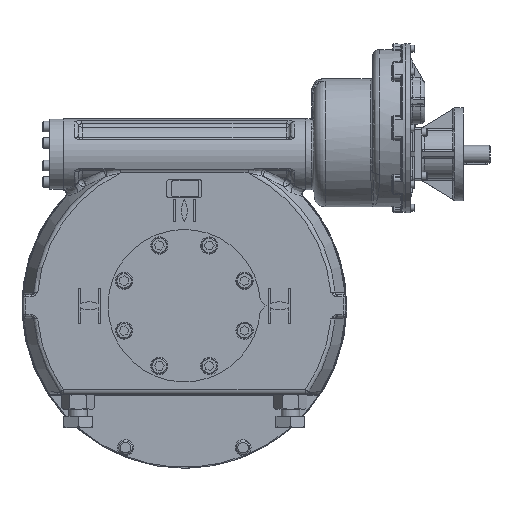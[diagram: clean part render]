
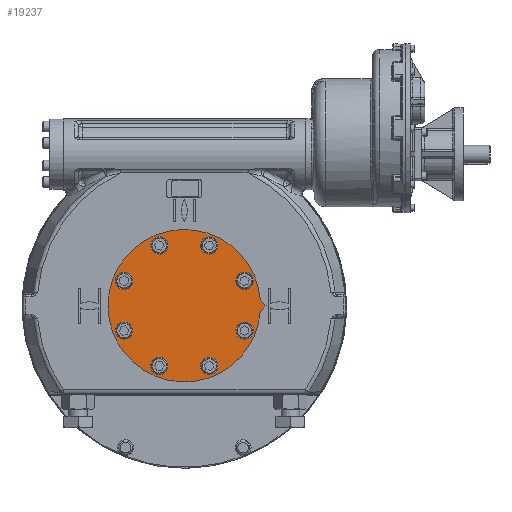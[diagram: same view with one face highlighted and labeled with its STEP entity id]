
A CAD part, top view. The second image highlights one B-rep face of the part: STEP entity #19237.
In plain terms, the highlighted planar face has unit normal (0, 0, 1).
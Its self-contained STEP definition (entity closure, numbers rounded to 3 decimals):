
#1528=PLANE('',#22312);
#2649=LINE('',#46983,#3813);
#2653=LINE('',#46992,#3817);
#3813=VECTOR('',#27166,1000.);
#3817=VECTOR('',#27172,1000.);
#8413=ORIENTED_EDGE('',*,*,#11671,.F.);
#8414=ORIENTED_EDGE('',*,*,#11672,.F.);
#8415=ORIENTED_EDGE('',*,*,#11673,.F.);
#8416=ORIENTED_EDGE('',*,*,#11674,.F.);
#8417=ORIENTED_EDGE('',*,*,#11675,.F.);
#8418=ORIENTED_EDGE('',*,*,#11676,.F.);
#8419=ORIENTED_EDGE('',*,*,#11677,.F.);
#8420=ORIENTED_EDGE('',*,*,#11678,.F.);
#8421=ORIENTED_EDGE('',*,*,#11662,.T.);
#8422=ORIENTED_EDGE('',*,*,#11666,.T.);
#8423=ORIENTED_EDGE('',*,*,#11669,.T.);
#11662=EDGE_CURVE('',#13715,#13716,#2649,.T.);
#11666=EDGE_CURVE('',#13716,#13719,#2653,.T.);
#11669=EDGE_CURVE('',#13719,#13715,#14904,.T.);
#11671=EDGE_CURVE('',#13721,#13721,#14906,.T.);
#11672=EDGE_CURVE('',#13722,#13722,#14907,.T.);
#11673=EDGE_CURVE('',#13723,#13723,#14908,.T.);
#11674=EDGE_CURVE('',#13724,#13724,#14909,.T.);
#11675=EDGE_CURVE('',#13725,#13725,#14910,.T.);
#11676=EDGE_CURVE('',#13726,#13726,#14911,.T.);
#11677=EDGE_CURVE('',#13727,#13727,#14912,.T.);
#11678=EDGE_CURVE('',#13728,#13728,#14913,.T.);
#13715=VERTEX_POINT('',#46984);
#13716=VERTEX_POINT('',#46985);
#13719=VERTEX_POINT('',#46993);
#13721=VERTEX_POINT('',#47002);
#13722=VERTEX_POINT('',#47004);
#13723=VERTEX_POINT('',#47006);
#13724=VERTEX_POINT('',#47008);
#13725=VERTEX_POINT('',#47010);
#13726=VERTEX_POINT('',#47012);
#13727=VERTEX_POINT('',#47014);
#13728=VERTEX_POINT('',#47016);
#14904=CIRCLE('',#22310,172.5);
#14906=CIRCLE('',#22313,12.5);
#14907=CIRCLE('',#22314,12.5);
#14908=CIRCLE('',#22315,12.5);
#14909=CIRCLE('',#22316,12.5);
#14910=CIRCLE('',#22317,12.5);
#14911=CIRCLE('',#22318,12.5);
#14912=CIRCLE('',#22319,12.5);
#14913=CIRCLE('',#22320,12.5);
#16270=EDGE_LOOP('',(#8413));
#16271=EDGE_LOOP('',(#8414));
#16272=EDGE_LOOP('',(#8415));
#16273=EDGE_LOOP('',(#8416));
#16274=EDGE_LOOP('',(#8417));
#16275=EDGE_LOOP('',(#8418));
#16276=EDGE_LOOP('',(#8419));
#16277=EDGE_LOOP('',(#8420));
#16278=EDGE_LOOP('',(#8421,#8422,#8423));
#17742=FACE_BOUND('',#16270,.T.);
#17743=FACE_BOUND('',#16271,.T.);
#17744=FACE_BOUND('',#16272,.T.);
#17745=FACE_BOUND('',#16273,.T.);
#17746=FACE_BOUND('',#16274,.T.);
#17747=FACE_BOUND('',#16275,.T.);
#17748=FACE_BOUND('',#16276,.T.);
#17749=FACE_BOUND('',#16277,.T.);
#17750=FACE_BOUND('',#16278,.T.);
#19237=ADVANCED_FACE('',(#17742,#17743,#17744,#17745,#17746,#17747,#17748,
#17749,#17750),#1528,.T.);
#22310=AXIS2_PLACEMENT_3D('',#46998,#27177,#27178);
#22312=AXIS2_PLACEMENT_3D('',#47000,#27181,#27182);
#22313=AXIS2_PLACEMENT_3D('',#47001,#27183,#27184);
#22314=AXIS2_PLACEMENT_3D('',#47003,#27185,#27186);
#22315=AXIS2_PLACEMENT_3D('',#47005,#27187,#27188);
#22316=AXIS2_PLACEMENT_3D('',#47007,#27189,#27190);
#22317=AXIS2_PLACEMENT_3D('',#47009,#27191,#27192);
#22318=AXIS2_PLACEMENT_3D('',#47011,#27193,#27194);
#22319=AXIS2_PLACEMENT_3D('',#47013,#27195,#27196);
#22320=AXIS2_PLACEMENT_3D('',#47015,#27197,#27198);
#27166=DIRECTION('',(0.707,0.707,0.));
#27172=DIRECTION('',(-0.707,0.707,0.));
#27177=DIRECTION('',(0.,0.,1.));
#27178=DIRECTION('',(1.,0.,0.));
#27181=DIRECTION('',(0.,0.,1.));
#27182=DIRECTION('',(1.,0.,0.));
#27183=DIRECTION('',(0.,0.,1.));
#27184=DIRECTION('',(0.707,-0.707,0.));
#27185=DIRECTION('',(0.,0.,1.));
#27186=DIRECTION('',(0.,-1.,0.));
#27187=DIRECTION('',(0.,0.,1.));
#27188=DIRECTION('',(-0.707,-0.707,0.));
#27189=DIRECTION('',(0.,0.,1.));
#27190=DIRECTION('',(-1.,0.,0.));
#27191=DIRECTION('',(0.,0.,1.));
#27192=DIRECTION('',(-0.707,0.707,0.));
#27193=DIRECTION('',(0.,0.,1.));
#27194=DIRECTION('',(0.,1.,0.));
#27195=DIRECTION('',(0.,0.,1.));
#27196=DIRECTION('',(0.707,0.707,0.));
#27197=DIRECTION('',(0.,0.,1.));
#27198=DIRECTION('',(1.,0.,0.));
#46983=CARTESIAN_POINT('',(185.,0.,78.25));
#46984=CARTESIAN_POINT('',(172.01,-12.99,78.25));
#46985=CARTESIAN_POINT('',(185.,0.,78.25));
#46992=CARTESIAN_POINT('',(185.,0.,78.25));
#46993=CARTESIAN_POINT('',(172.01,12.99,78.25));
#46998=CARTESIAN_POINT('',(0.,0.,78.25));
#47000=CARTESIAN_POINT('',(0.,0.,78.25));
#47001=CARTESIAN_POINT('',(56.446,-136.272,78.25));
#47002=CARTESIAN_POINT('',(65.285,-145.111,78.25));
#47003=CARTESIAN_POINT('',(-56.446,-136.272,78.25));
#47004=CARTESIAN_POINT('',(-56.446,-148.772,78.25));
#47005=CARTESIAN_POINT('',(-136.272,-56.446,78.25));
#47006=CARTESIAN_POINT('',(-145.111,-65.285,78.25));
#47007=CARTESIAN_POINT('',(-136.272,56.446,78.25));
#47008=CARTESIAN_POINT('',(-148.772,56.446,78.25));
#47009=CARTESIAN_POINT('',(-56.446,136.272,78.25));
#47010=CARTESIAN_POINT('',(-65.285,145.111,78.25));
#47011=CARTESIAN_POINT('',(56.446,136.272,78.25));
#47012=CARTESIAN_POINT('',(56.446,148.772,78.25));
#47013=CARTESIAN_POINT('',(136.272,56.446,78.25));
#47014=CARTESIAN_POINT('',(145.111,65.285,78.25));
#47015=CARTESIAN_POINT('',(136.272,-56.446,78.25));
#47016=CARTESIAN_POINT('',(148.772,-56.446,78.25));
